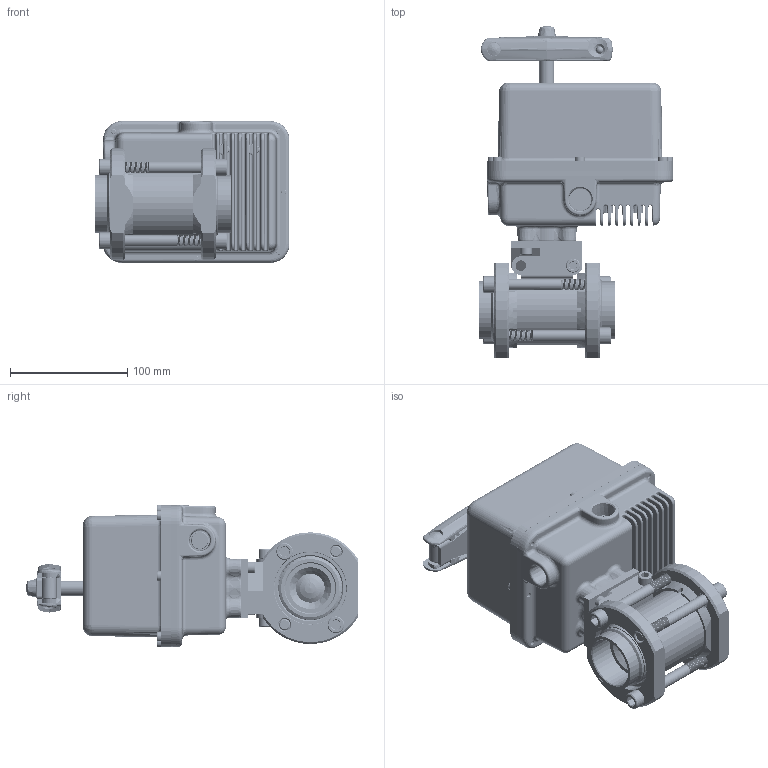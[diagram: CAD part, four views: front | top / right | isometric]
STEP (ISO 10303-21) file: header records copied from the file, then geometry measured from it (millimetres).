
FILE_DESCRIPTION (( 'STEP AP203' ), '1' );
FILE_NAME ('21XXSWS600.step', '2018-03-15T11:48:26', ( '' ), ( '' ), 'SwSTEP 2.0', 'SolidWorks 2017', '' );
FILE_SCHEMA (( 'CONFIG_CONTROL_DESIGN' ));
Length unit declared in the file: inch
Products named in the file (1): 21XXSWS600
Bounding box: 165.8 x 282.75 x 121.31 mm (x, y, z)
Volume: 920483.8 mm3; surface area: 386227.1 mm2
Topology: 34 solids, 34 shells, 3918 faces, 9746 edges, 5929 vertices
Faces by surface type: cylinder 1382, cone 1025, plane 866, bspline 456, torus 139, sphere 50
Entity records: 166981 total; most frequent: CARTESIAN_POINT 81092, ORIENTED_EDGE 19334, DIRECTION 16704, EDGE_CURVE 9667, AXIS2_PLACEMENT_3D 6382, VERTEX_POINT 5920, EDGE_LOOP 4135, VECTOR 3940
